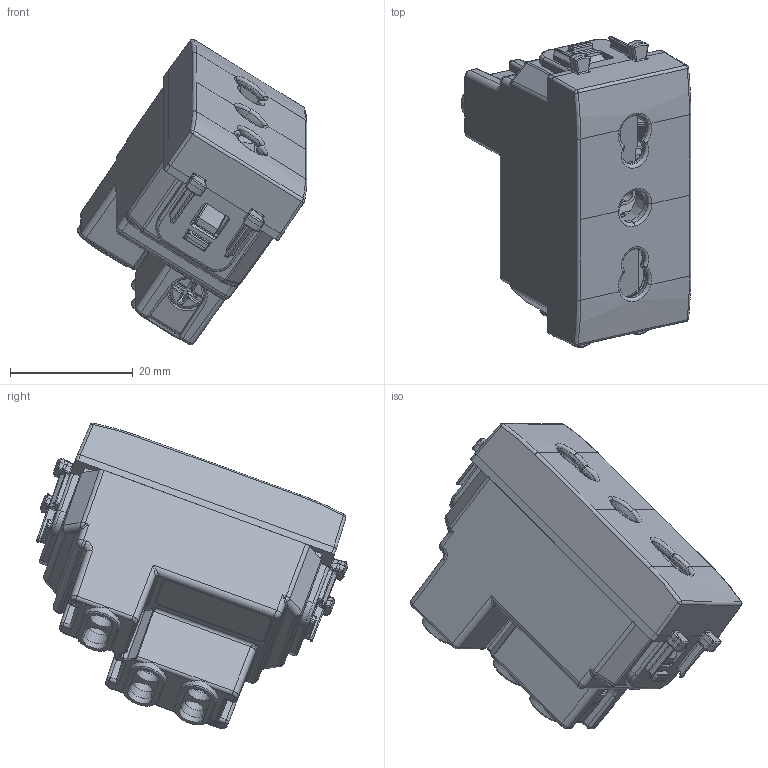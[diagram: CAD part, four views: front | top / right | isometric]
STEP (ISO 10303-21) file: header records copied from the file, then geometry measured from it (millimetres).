
FILE_DESCRIPTION(('CATIA V5 STEP Exchange'),'2;1');
FILE_NAME('441006-15TS.stp','2024-03-07T12:46:44+00:00',('none'),('none'),'CATIA Version 5-6 Release 2016 SP6','CATIA V5 STEP AP203','none');
FILE_SCHEMA(('CONFIG_CONTROL_DESIGN'));
Products named in the file (1): 441006-15TS
Assembly tree (7 placements, depth 2):
  441006-15TS
    #57
    #63802
    #66928  x3
    #68867
    #104752
Bounding box: 37.4 x 50.61 x 49.78 mm (x, y, z)
Volume: 9863.3 mm3; surface area: 16902 mm2
Topology: 7 solids, 7 shells, 2867 faces, 7367 edges, 4265 vertices
Faces by surface type: cylinder 1050, plane 970, bspline 421, sphere 202, cone 134, torus 82, extrusion 8
Entity records: 115383 total; most frequent: CARTESIAN_POINT 59412, ORIENTED_EDGE 13582, DIRECTION 7938, EDGE_CURVE 6791, VERTEX_POINT 4062, AXIS2_PLACEMENT_3D 3128, VECTOR 2869, LINE 2861
